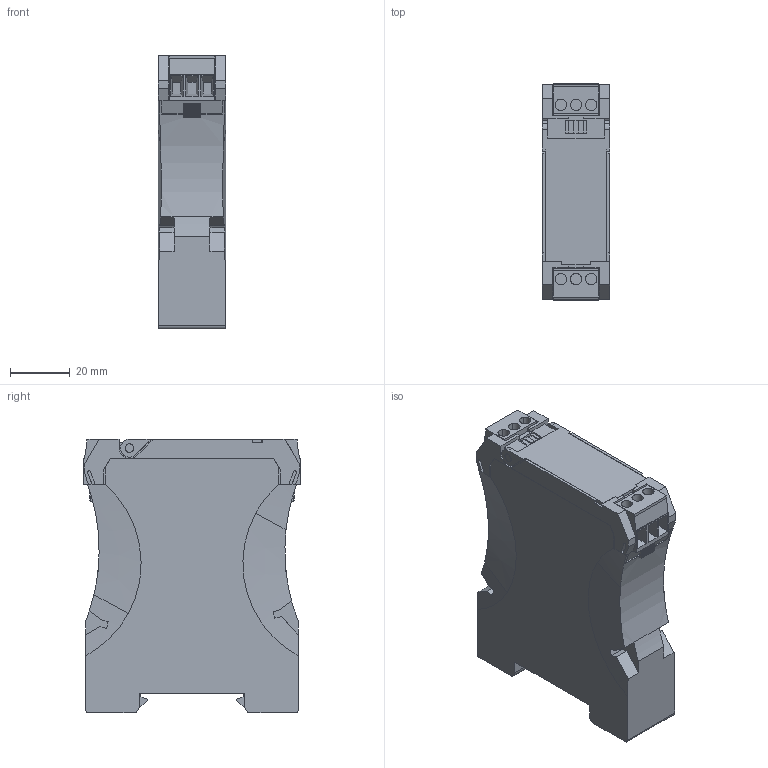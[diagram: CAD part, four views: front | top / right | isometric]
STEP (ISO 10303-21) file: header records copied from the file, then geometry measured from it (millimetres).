
FILE_DESCRIPTION(('CATIA V5 STEP Exchange','CAx-IF Rec.Pracs.--- Model Styling and Organization---1.5--- 2016-08-15','CAx-IF Rec.Pracs.---Supplemental Geometry---1.0---2011-11-01','CAx-IF Rec.Pracs.--- Composite Materials ---1.1---2010-07-15'),'2;1');
FILE_NAME ('D1464296_2', '2025-04-28T09:56:26+00:00', ('none'), ('Weidmueller'), 'CATIA Version 5-6 Release 2022 SP4 HF5', 'CATIA V5 STEP AP214 v3', 'none');
FILE_SCHEMA(('AUTOMOTIVE_DESIGN { 1 0 10303 214 1 1 1 1 }'));
Length unit declared in the file: millimetre
Products named in the file (1): S3D_WAVEFILTER_3A
Bounding box: 22.5 x 72.44 x 91.55 mm (x, y, z)
Volume: 130796 mm3; surface area: 25081 mm2
Topology: 1 solids, 5 shells, 468 faces, 1350 edges, 889 vertices
Faces by surface type: plane 376, cylinder 80, cone 8, revolution 4
Entity records: 14988 total; most frequent: CARTESIAN_POINT 2960, ORIENTED_EDGE 2700, DIRECTION 1889, EDGE_CURVE 1350, VECTOR 1104, LINE 1104, VERTEX_POINT 889, EDGE_LOOP 483
